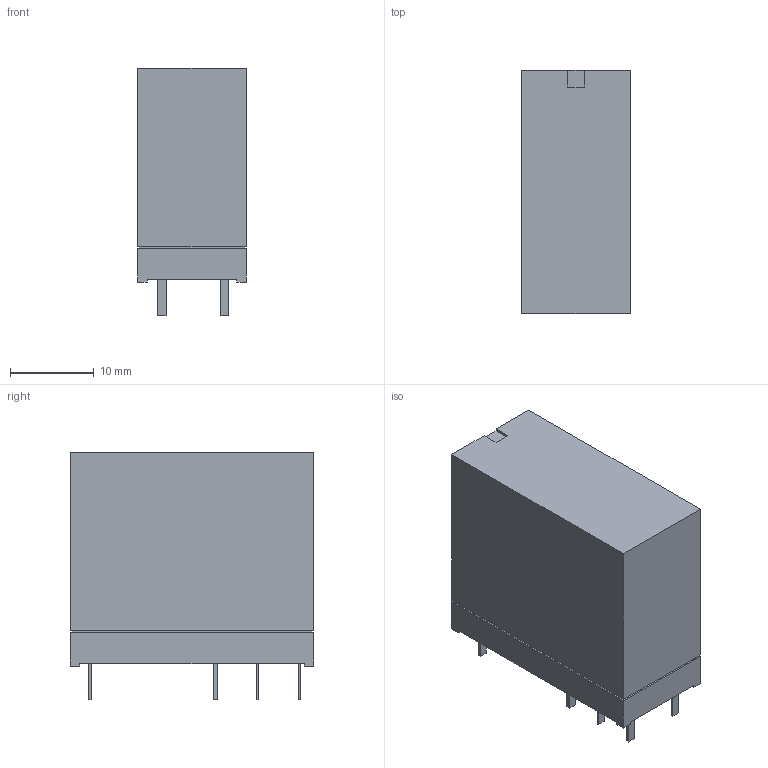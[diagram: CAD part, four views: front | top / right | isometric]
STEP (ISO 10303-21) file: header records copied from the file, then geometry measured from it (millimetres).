
FILE_DESCRIPTION(('FreeCAD Model'),'2;1');
FILE_NAME('Open CASCADE Shape Model','2025-08-04T20:08:33',( 'kicad StepUp'),('ksu MCAD'),'Open CASCADE STEP processor 7.8', 'FreeCAD','Unknown');
FILE_SCHEMA(('AUTOMOTIVE_DESIGN { 1 0 10303 214 1 1 1 1 }'));
Length unit declared in the file: millimetre
Products named in the file (1): G2R_1_E
Bounding box: 13 x 29 x 29.5 mm (x, y, z)
Volume: 9508.2 mm3; surface area: 3000.8 mm2
Topology: 1 solids, 1 shells, 72 faces, 180 edges, 120 vertices
Faces by surface type: plane 72
Entity records: 2126 total; most frequent: CARTESIAN_POINT 373, ORIENTED_EDGE 360, DIRECTION 326, EDGE_CURVE 180, LINE 180, VECTOR 180, VERTEX_POINT 120, FACE_BOUND 82
